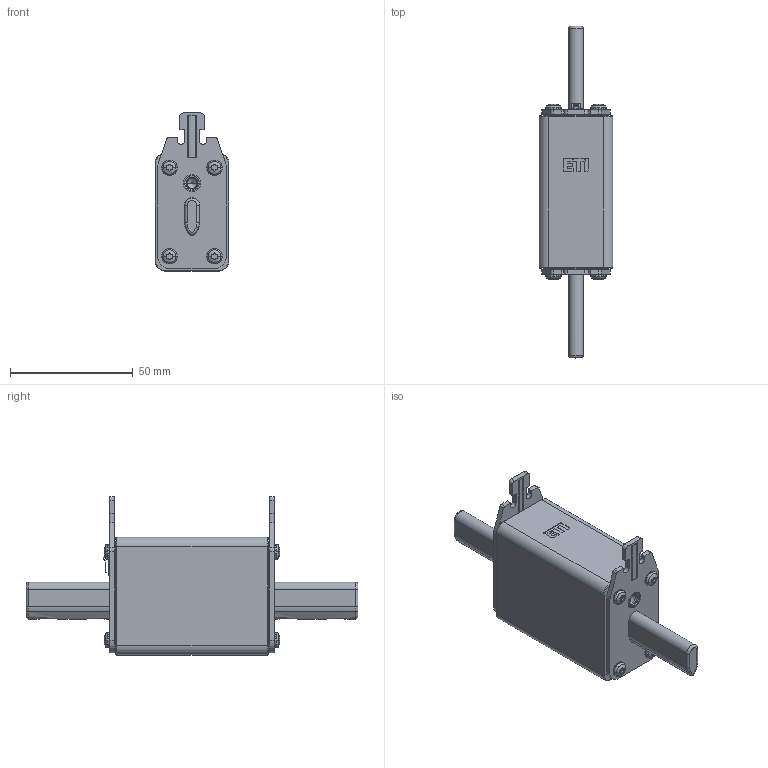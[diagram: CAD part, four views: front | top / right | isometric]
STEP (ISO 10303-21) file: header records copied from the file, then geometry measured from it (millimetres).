
FILE_DESCRIPTION((''),'2;1');
FILE_NAME('NH1C_ASM','2025-02-27T12:31:28',('klemen.sitar'),('Audax d.o.o.'),'CREO PARAMETRIC BY PTC INC, 2021304','CREO PARAMETRIC BY PTC INC, 2021304','');
FILE_SCHEMA(('AP242_MANAGED_MODEL_BASED_3D_ENGINEERING_MIM_LF { 1 0 10303 442 1 1 4 }'));
Length unit declared in the file: millimetre
Products named in the file (10): OSNOVA_62_16; MEDLEGA_5; NH1C_POKROV_16; 0000045995_1; 0000011586_1; 0000011580_1; 0000002605_1; 0000002790_9; NH1C_ASM_9_ASM; NH1C_ASM
Assembly tree (19 placements, depth 3):
  NH1C_ASM
    NH1C_ASM_9_ASM
      OSNOVA_62_16
      MEDLEGA_5  x2
      NH1C_POKROV_16  x2
      0000045995_1  x2
      0000011586_1
      0000011580_1
      0000002605_1  x8
      0000002790_9
Bounding box: 30 x 135 x 64.3 mm (x, y, z)
Volume: 72777.4 mm3; surface area: 34466.1 mm2
Topology: 18 solids, 26 shells, 1076 faces, 2831 edges, 1786 vertices
Faces by surface type: plane 490, cylinder 471, torus 58, bspline 21, cone 16, sphere 16, extrusion 4
Entity records: 16339 total; most frequent: CARTESIAN_POINT 3208, DIRECTION 2104, ORIENTED_EDGE 1922, EDGE_CURVE 963, PRESENTATION_STYLE_ASSIGNMENT 874, STYLED_ITEM 874, CURVE_STYLE 804, AXIS2_PLACEMENT_3D 793
